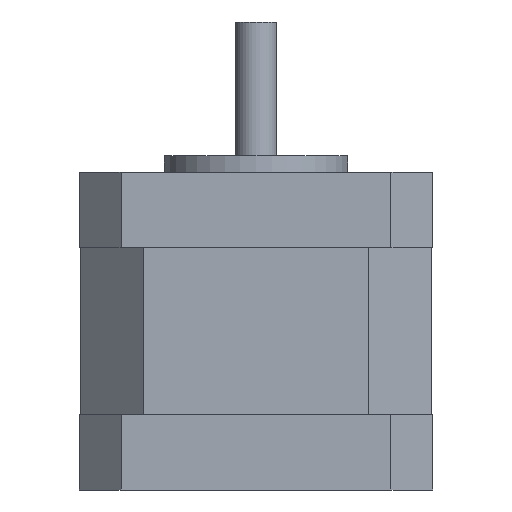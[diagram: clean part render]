
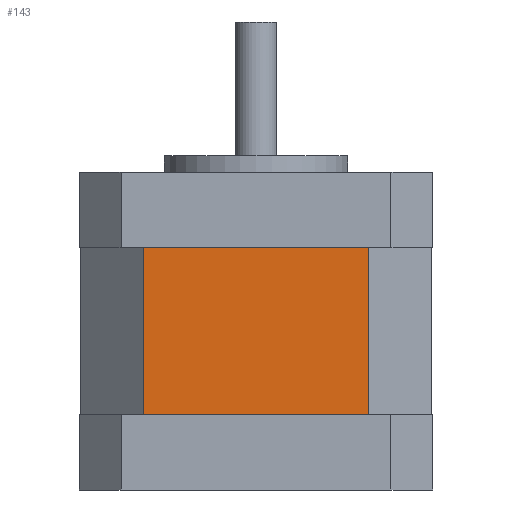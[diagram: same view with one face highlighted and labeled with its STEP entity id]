
A CAD part, front view. The second image highlights one B-rep face of the part: STEP entity #143.
In plain terms, the highlighted planar face has unit normal (0, -1, 0).
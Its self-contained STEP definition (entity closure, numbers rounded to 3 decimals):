
#143 = ADVANCED_FACE ( 'NONE', ( #2506 ), #554, .T. ) ;
#144 = CARTESIAN_POINT ( 'NONE',  ( -21.05, -21.05, -29. ) ) ;
#513 = ORIENTED_EDGE ( 'NONE', *, *, #4798, .F. ) ;
#554 = PLANE ( 'NONE',  #4414 ) ;
#807 = LINE ( 'NONE', #3258, #4506 ) ;
#993 = VERTEX_POINT ( 'NONE', #3893 ) ;
#1735 = DIRECTION ( 'NONE',  ( 0., 0., 1. ) ) ;
#1818 = EDGE_CURVE ( 'NONE', #2704, #2509, #807, .T. ) ;
#1955 = VECTOR ( 'NONE', #1735, 1000. ) ;
#2139 = ORIENTED_EDGE ( 'NONE', *, *, #2403, .F. ) ;
#2274 = DIRECTION ( 'NONE',  ( 0., -1., 0. ) ) ;
#2375 = CARTESIAN_POINT ( 'NONE',  ( 13.422, -21.05, -29. ) ) ;
#2403 = EDGE_CURVE ( 'NONE', #2704, #993, #3094, .T. ) ;
#2506 = FACE_OUTER_BOUND ( 'NONE', #4562, .T. ) ;
#2509 = VERTEX_POINT ( 'NONE', #3606 ) ;
#2512 = VECTOR ( 'NONE', #3235, 1000. ) ;
#2608 = CARTESIAN_POINT ( 'NONE',  ( -13.422, -21.05, -29. ) ) ;
#2703 = DIRECTION ( 'NONE',  ( 0., 0., -1. ) ) ;
#2704 = VERTEX_POINT ( 'NONE', #5345 ) ;
#3091 = CARTESIAN_POINT ( 'NONE',  ( -21.05, -21.05, -9. ) ) ;
#3094 = LINE ( 'NONE', #2608, #1955 ) ;
#3235 = DIRECTION ( 'NONE',  ( 0., 0., -1. ) ) ;
#3255 = LINE ( 'NONE', #3091, #3808 ) ;
#3258 = CARTESIAN_POINT ( 'NONE',  ( -21.05, -21.05, -29. ) ) ;
#3469 = DIRECTION ( 'NONE',  ( 1., 0., 0. ) ) ;
#3606 = CARTESIAN_POINT ( 'NONE',  ( 13.422, -21.05, -29. ) ) ;
#3662 = LINE ( 'NONE', #2375, #2512 ) ;
#3808 = VECTOR ( 'NONE', #3469, 1000. ) ;
#3893 = CARTESIAN_POINT ( 'NONE',  ( -13.422, -21.05, -9. ) ) ;
#4069 = DIRECTION ( 'NONE',  ( 1., 0., 0. ) ) ;
#4369 = CARTESIAN_POINT ( 'NONE',  ( 13.422, -21.05, -9. ) ) ;
#4414 = AXIS2_PLACEMENT_3D ( 'NONE', #144, #2274, #2703 ) ;
#4506 = VECTOR ( 'NONE', #4069, 1000. ) ;
#4544 = EDGE_CURVE ( 'NONE', #993, #5124, #3255, .T. ) ;
#4562 = EDGE_LOOP ( 'NONE', ( #513, #5011, #2139, #5342 ) ) ;
#4798 = EDGE_CURVE ( 'NONE', #5124, #2509, #3662, .T. ) ;
#5011 = ORIENTED_EDGE ( 'NONE', *, *, #4544, .F. ) ;
#5124 = VERTEX_POINT ( 'NONE', #4369 ) ;
#5342 = ORIENTED_EDGE ( 'NONE', *, *, #1818, .T. ) ;
#5345 = CARTESIAN_POINT ( 'NONE',  ( -13.422, -21.05, -29. ) ) ;
